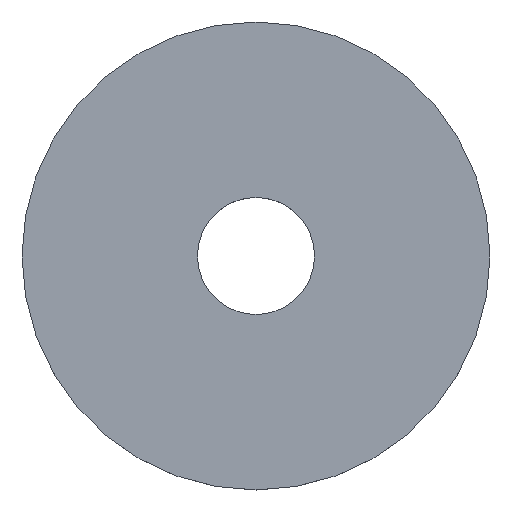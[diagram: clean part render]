
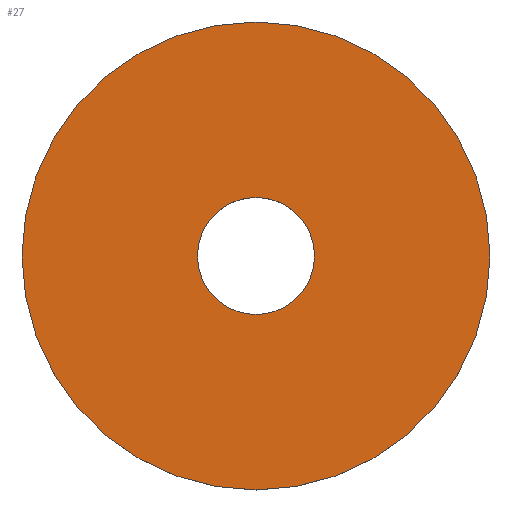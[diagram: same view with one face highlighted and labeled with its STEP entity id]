
A CAD part, top view. The second image highlights one B-rep face of the part: STEP entity #27.
In plain terms, the highlighted planar face has unit normal (0, 0, 1).
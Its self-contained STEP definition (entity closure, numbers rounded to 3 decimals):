
#1 = ORIENTED_EDGE ( 'NONE', *, *, #121, .T. ) ;
#12 = EDGE_CURVE ( 'NONE', #19, #19, #156, .T. ) ;
#19 = VERTEX_POINT ( 'NONE', #137 ) ;
#24 = DIRECTION ( 'NONE',  ( 0., 0., -1. ) ) ;
#27 = ADVANCED_FACE ( 'NONE', ( #39, #54 ), #85, .T. ) ;
#39 = FACE_BOUND ( 'NONE', #83, .T. ) ;
#40 = EDGE_LOOP ( 'NONE', ( #117 ) ) ;
#41 = CIRCLE ( 'NONE', #98, 2.5 ) ;
#43 = DIRECTION ( 'NONE',  ( 0., 0., -1. ) ) ;
#54 = FACE_OUTER_BOUND ( 'NONE', #40, .T. ) ;
#67 = DIRECTION ( 'NONE',  ( 0., -1., 0. ) ) ;
#74 = CARTESIAN_POINT ( 'NONE',  ( 0., 0., 1.1 ) ) ;
#75 = CARTESIAN_POINT ( 'NONE',  ( 0., 2.5, 1.1 ) ) ;
#82 = DIRECTION ( 'NONE',  ( 0., 1., 0. ) ) ;
#83 = EDGE_LOOP ( 'NONE', ( #1 ) ) ;
#85 = PLANE ( 'NONE',  #87 ) ;
#87 = AXIS2_PLACEMENT_3D ( 'NONE', #107, #127, #67 ) ;
#89 = AXIS2_PLACEMENT_3D ( 'NONE', #146, #24, #82 ) ;
#98 = AXIS2_PLACEMENT_3D ( 'NONE', #74, #43, #134 ) ;
#100 = VERTEX_POINT ( 'NONE', #75 ) ;
#107 = CARTESIAN_POINT ( 'NONE',  ( 0., 2.5, 1.1 ) ) ;
#117 = ORIENTED_EDGE ( 'NONE', *, *, #12, .F. ) ;
#121 = EDGE_CURVE ( 'NONE', #100, #100, #41, .T. ) ;
#127 = DIRECTION ( 'NONE',  ( 0., 0., 1. ) ) ;
#134 = DIRECTION ( 'NONE',  ( 0., 1., 0. ) ) ;
#137 = CARTESIAN_POINT ( 'NONE',  ( 0., 10., 1.1 ) ) ;
#146 = CARTESIAN_POINT ( 'NONE',  ( 0., 0., 1.1 ) ) ;
#156 = CIRCLE ( 'NONE', #89, 10. ) ;
